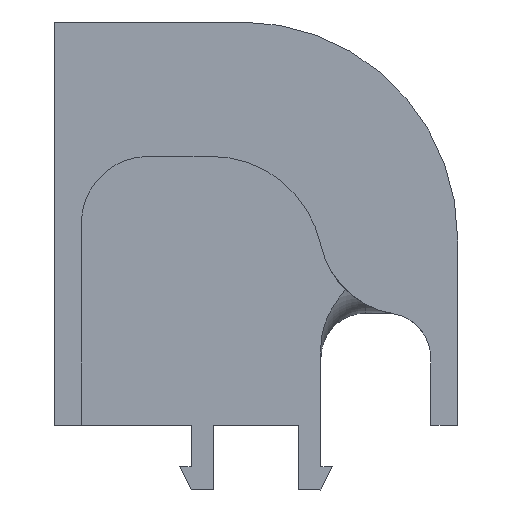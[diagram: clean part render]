
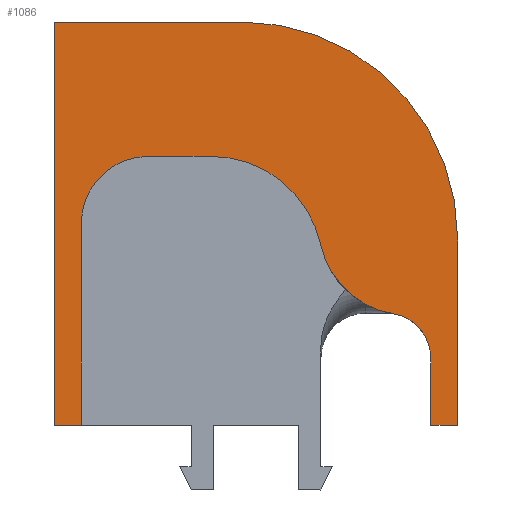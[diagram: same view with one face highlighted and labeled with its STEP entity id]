
A CAD part, front view. The second image highlights one B-rep face of the part: STEP entity #1086.
In plain terms, the highlighted planar face has unit normal (0, -1, 0).
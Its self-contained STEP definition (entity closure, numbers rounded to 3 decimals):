
#23=CIRCLE('',#1163,3.);
#25=CIRCLE('',#1166,5.);
#27=CIRCLE('',#1170,4.);
#28=CIRCLE('',#1171,2.);
#29=CIRCLE('',#1172,9.643);
#70=FACE_OUTER_BOUND('',#128,.T.);
#128=EDGE_LOOP('',(#767,#768,#769,#770,#771,#772,#773,#774,#775,#776,#777,
#778,#779));
#173=LINE('',#1534,#307);
#176=LINE('',#1540,#310);
#206=LINE('',#1599,#340);
#207=LINE('',#1603,#341);
#214=LINE('',#1623,#348);
#215=LINE('',#1630,#349);
#216=LINE('',#1632,#350);
#217=LINE('',#1634,#351);
#307=VECTOR('',#1236,10.);
#310=VECTOR('',#1241,10.);
#340=VECTOR('',#1289,10.);
#341=VECTOR('',#1292,10.);
#348=VECTOR('',#1313,10.);
#349=VECTOR('',#1320,10.);
#350=VECTOR('',#1321,10.);
#351=VECTOR('',#1322,10.);
#441=VERTEX_POINT('',#1531);
#442=VERTEX_POINT('',#1533);
#444=VERTEX_POINT('',#1539);
#464=VERTEX_POINT('',#1597);
#465=VERTEX_POINT('',#1601);
#466=VERTEX_POINT('',#1602);
#469=VERTEX_POINT('',#1610);
#472=VERTEX_POINT('',#1617);
#473=VERTEX_POINT('',#1625);
#474=VERTEX_POINT('',#1627);
#475=VERTEX_POINT('',#1629);
#476=VERTEX_POINT('',#1631);
#477=VERTEX_POINT('',#1633);
#547=EDGE_CURVE('',#442,#441,#173,.T.);
#550=EDGE_CURVE('',#442,#444,#176,.T.);
#580=EDGE_CURVE('',#441,#464,#206,.T.);
#581=EDGE_CURVE('',#465,#466,#207,.T.);
#585=EDGE_CURVE('',#466,#469,#23,.T.);
#589=EDGE_CURVE('',#472,#465,#25,.T.);
#592=EDGE_CURVE('',#469,#464,#214,.T.);
#593=EDGE_CURVE('',#472,#473,#27,.T.);
#594=EDGE_CURVE('',#473,#474,#28,.T.);
#595=EDGE_CURVE('',#475,#474,#215,.T.);
#596=EDGE_CURVE('',#475,#476,#216,.T.);
#597=EDGE_CURVE('',#477,#476,#217,.T.);
#598=EDGE_CURVE('',#444,#477,#29,.T.);
#767=ORIENTED_EDGE('',*,*,#593,.T.);
#768=ORIENTED_EDGE('',*,*,#594,.T.);
#769=ORIENTED_EDGE('',*,*,#595,.F.);
#770=ORIENTED_EDGE('',*,*,#596,.T.);
#771=ORIENTED_EDGE('',*,*,#597,.F.);
#772=ORIENTED_EDGE('',*,*,#598,.F.);
#773=ORIENTED_EDGE('',*,*,#550,.F.);
#774=ORIENTED_EDGE('',*,*,#547,.T.);
#775=ORIENTED_EDGE('',*,*,#580,.T.);
#776=ORIENTED_EDGE('',*,*,#592,.F.);
#777=ORIENTED_EDGE('',*,*,#585,.F.);
#778=ORIENTED_EDGE('',*,*,#581,.F.);
#779=ORIENTED_EDGE('',*,*,#589,.F.);
#1038=PLANE('',#1169);
#1086=ADVANCED_FACE('',(#70),#1038,.T.);
#1163=AXIS2_PLACEMENT_3D('',#1611,#1298,#1299);
#1166=AXIS2_PLACEMENT_3D('',#1619,#1306,#1307);
#1169=AXIS2_PLACEMENT_3D('',#1624,#1314,#1315);
#1170=AXIS2_PLACEMENT_3D('',#1626,#1316,#1317);
#1171=AXIS2_PLACEMENT_3D('',#1628,#1318,#1319);
#1172=AXIS2_PLACEMENT_3D('',#1635,#1323,#1324);
#1236=DIRECTION('',(0.,0.,-1.));
#1241=DIRECTION('',(1.,0.,0.));
#1289=DIRECTION('',(1.,0.,0.));
#1292=DIRECTION('',(-1.,0.,0.));
#1298=DIRECTION('center_axis',(0.,-1.,0.));
#1299=DIRECTION('ref_axis',(-1.,0.,0.));
#1306=DIRECTION('center_axis',(0.,-1.,0.));
#1307=DIRECTION('ref_axis',(0.,0.,1.));
#1313=DIRECTION('',(0.,0.,-1.));
#1314=DIRECTION('center_axis',(0.,-1.,0.));
#1315=DIRECTION('ref_axis',(0.,0.,-1.));
#1316=DIRECTION('center_axis',(0.,-1.,0.));
#1317=DIRECTION('ref_axis',(0.977,0.,0.213));
#1318=DIRECTION('center_axis',(0.,1.,0.));
#1319=DIRECTION('ref_axis',(0.707,0.,0.707));
#1320=DIRECTION('',(0.,0.,1.));
#1321=DIRECTION('',(1.,0.,0.));
#1322=DIRECTION('',(0.,0.,-1.));
#1323=DIRECTION('center_axis',(0.,1.,0.));
#1324=DIRECTION('ref_axis',(-1.,0.,0.));
#1531=CARTESIAN_POINT('',(-10.,0.,-10.));
#1533=CARTESIAN_POINT('',(-10.,0.,8.));
#1534=CARTESIAN_POINT('',(-10.,0.,10.));
#1539=CARTESIAN_POINT('',(-1.643,0.,8.));
#1540=CARTESIAN_POINT('',(-5.,0.,8.));
#1597=CARTESIAN_POINT('',(-8.8,0.,-10.));
#1599=CARTESIAN_POINT('',(-10.,0.,-10.));
#1601=CARTESIAN_POINT('',(-3.,0.,2.));
#1602=CARTESIAN_POINT('',(-5.8,0.,2.));
#1603=CARTESIAN_POINT('',(-1.5,0.,2.));
#1610=CARTESIAN_POINT('',(-8.8,0.,-1.));
#1611=CARTESIAN_POINT('Origin',(-5.8,0.,-1.));
#1617=CARTESIAN_POINT('',(1.885,0.,-1.935));
#1619=CARTESIAN_POINT('Origin',(-3.,0.,-3.));
#1623=CARTESIAN_POINT('',(-8.8,0.,-0.5));
#1624=CARTESIAN_POINT('Origin',(0.,0.,0.));
#1625=CARTESIAN_POINT('',(5.131,0.,-5.028));
#1626=CARTESIAN_POINT('Origin',(5.793,0.,-1.083));
#1627=CARTESIAN_POINT('',(6.8,0.,-7.));
#1628=CARTESIAN_POINT('Origin',(4.8,0.,-7.));
#1629=CARTESIAN_POINT('',(6.8,0.,-10.));
#1630=CARTESIAN_POINT('',(6.8,0.,-5.));
#1631=CARTESIAN_POINT('',(8.,0.,-10.));
#1632=CARTESIAN_POINT('',(-10.,0.,-10.));
#1633=CARTESIAN_POINT('',(8.,0.,-1.643));
#1634=CARTESIAN_POINT('',(8.,0.,-0.822));
#1635=CARTESIAN_POINT('Origin',(-1.643,0.,-1.643));
